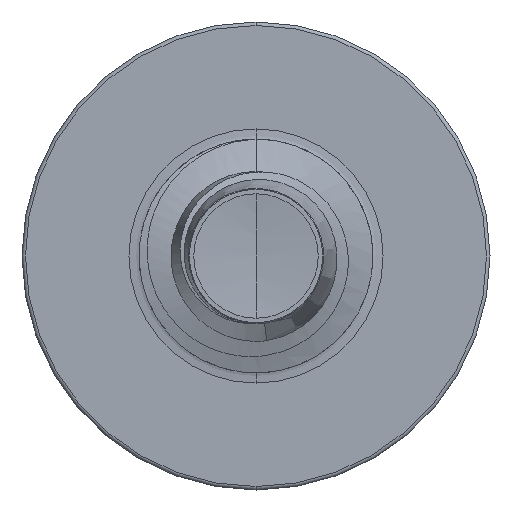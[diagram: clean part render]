
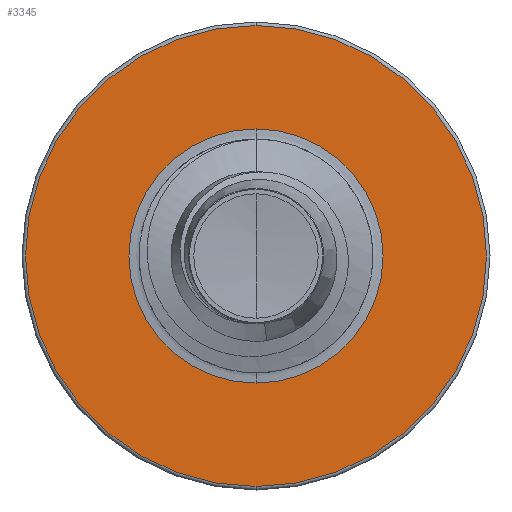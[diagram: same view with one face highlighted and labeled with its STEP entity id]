
A CAD part, front view. The second image highlights one B-rep face of the part: STEP entity #3345.
In plain terms, the highlighted planar face has unit normal (0, -1, 0).
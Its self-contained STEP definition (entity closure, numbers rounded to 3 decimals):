
#11 = CIRCLE ( 'NONE', #5848, 1.086 ) ;
#115 = EDGE_CURVE ( 'NONE', #2047, #1520, #568, .T. ) ;
#123 = AXIS2_PLACEMENT_3D ( 'NONE', #1163, #1154, #1138 ) ;
#320 = CARTESIAN_POINT ( 'NONE',  ( 0., 2.25, 1.97 ) ) ;
#568 = CIRCLE ( 'NONE', #1380, 1.97 ) ;
#777 = VERTEX_POINT ( 'NONE', #5172 ) ;
#1138 = DIRECTION ( 'NONE',  ( 0., 0., 1. ) ) ;
#1154 = DIRECTION ( 'NONE',  ( 0., 1., 0. ) ) ;
#1163 = CARTESIAN_POINT ( 'NONE',  ( 0., 2.25, 0. ) ) ;
#1209 = EDGE_CURVE ( 'NONE', #1520, #2047, #5182, .T. ) ;
#1287 = CARTESIAN_POINT ( 'NONE',  ( 0., 2.25, 0. ) ) ;
#1380 = AXIS2_PLACEMENT_3D ( 'NONE', #2149, #5200, #5183 ) ;
#1520 = VERTEX_POINT ( 'NONE', #320 ) ;
#1660 = EDGE_CURVE ( 'NONE', #777, #1881, #11, .T. ) ;
#1881 = VERTEX_POINT ( 'NONE', #3769 ) ;
#1933 = DIRECTION ( 'NONE',  ( 0., 0., 1. ) ) ;
#2047 = VERTEX_POINT ( 'NONE', #3727 ) ;
#2149 = CARTESIAN_POINT ( 'NONE',  ( 0., 2.25, 0. ) ) ;
#2197 = ORIENTED_EDGE ( 'NONE', *, *, #1209, .F. ) ;
#2442 = ORIENTED_EDGE ( 'NONE', *, *, #1660, .T. ) ;
#3057 = EDGE_CURVE ( 'NONE', #1881, #777, #7139, .T. ) ;
#3179 = DIRECTION ( 'NONE',  ( 0., 0., 1. ) ) ;
#3345 = ADVANCED_FACE ( 'NONE', ( #3807, #3561 ), #6081, .F. ) ;
#3561 = FACE_BOUND ( 'NONE', #3965, .T. ) ;
#3707 = AXIS2_PLACEMENT_3D ( 'NONE', #5530, #6697, #3179 ) ;
#3727 = CARTESIAN_POINT ( 'NONE',  ( 0., 2.25, -1.97 ) ) ;
#3769 = CARTESIAN_POINT ( 'NONE',  ( 0., 2.25, 1.086 ) ) ;
#3807 = FACE_OUTER_BOUND ( 'NONE', #6475, .T. ) ;
#3965 = EDGE_LOOP ( 'NONE', ( #5102, #2442 ) ) ;
#4727 = AXIS2_PLACEMENT_3D ( 'NONE', #1287, #5506, #1933 ) ;
#5102 = ORIENTED_EDGE ( 'NONE', *, *, #3057, .T. ) ;
#5172 = CARTESIAN_POINT ( 'NONE',  ( 0., 2.25, -1.086 ) ) ;
#5182 = CIRCLE ( 'NONE', #123, 1.97 ) ;
#5183 = DIRECTION ( 'NONE',  ( 0., 0., 1. ) ) ;
#5200 = DIRECTION ( 'NONE',  ( 0., 1., 0. ) ) ;
#5506 = DIRECTION ( 'NONE',  ( 0., 1., 0. ) ) ;
#5530 = CARTESIAN_POINT ( 'NONE',  ( 0., 2.25, -1.086 ) ) ;
#5848 = AXIS2_PLACEMENT_3D ( 'NONE', #7587, #7575, #7561 ) ;
#6081 = PLANE ( 'NONE',  #3707 ) ;
#6475 = EDGE_LOOP ( 'NONE', ( #2197, #6501 ) ) ;
#6501 = ORIENTED_EDGE ( 'NONE', *, *, #115, .F. ) ;
#6697 = DIRECTION ( 'NONE',  ( 0., 1., 0. ) ) ;
#7139 = CIRCLE ( 'NONE', #4727, 1.086 ) ;
#7561 = DIRECTION ( 'NONE',  ( 0., 0., 1. ) ) ;
#7575 = DIRECTION ( 'NONE',  ( 0., 1., 0. ) ) ;
#7587 = CARTESIAN_POINT ( 'NONE',  ( 0., 2.25, 0. ) ) ;
